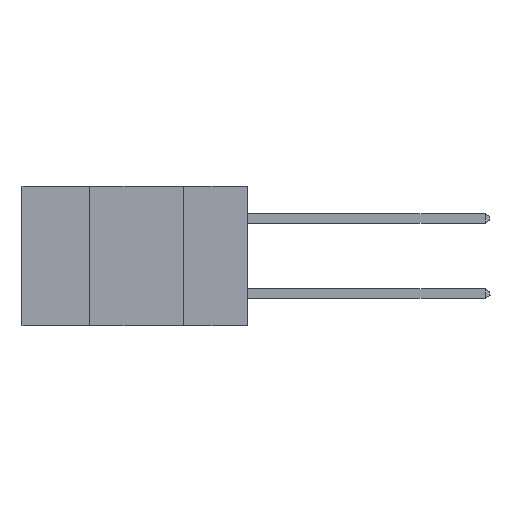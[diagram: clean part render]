
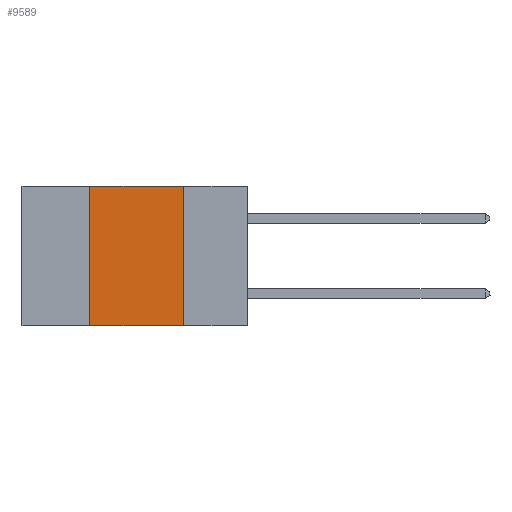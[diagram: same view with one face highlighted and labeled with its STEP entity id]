
A CAD part, left-side view. The second image highlights one B-rep face of the part: STEP entity #9589.
In plain terms, the highlighted planar face has unit normal (-1, 0, 0).
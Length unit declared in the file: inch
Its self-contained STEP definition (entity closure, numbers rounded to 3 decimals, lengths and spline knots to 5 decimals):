
#169 = CARTESIAN_POINT ( 'NONE',  ( 0., 0.17, 0. ) ) ;
#1889 = CARTESIAN_POINT ( 'NONE',  ( 0., 0.42, 0. ) ) ;
#2160 = DIRECTION ( 'NONE',  ( 1., 0., 0. ) ) ;
#2465 = VECTOR ( 'NONE', #11188, 39.37008 ) ;
#2564 = CARTESIAN_POINT ( 'NONE',  ( 0., 0.42, -0.37 ) ) ;
#3294 = PLANE ( 'NONE',  #4378 ) ;
#3447 = DIRECTION ( 'NONE',  ( 0., -1., 0. ) ) ;
#3700 = EDGE_CURVE ( 'NONE', #10472, #4112, #6139, .T. ) ;
#3947 = LINE ( 'NONE', #4726, #15048 ) ;
#4112 = VERTEX_POINT ( 'NONE', #15510 ) ;
#4213 = VECTOR ( 'NONE', #6817, 39.37008 ) ;
#4378 = AXIS2_PLACEMENT_3D ( 'NONE', #11794, #2160, #9419 ) ;
#4611 = ORIENTED_EDGE ( 'NONE', *, *, #3700, .T. ) ;
#4726 = CARTESIAN_POINT ( 'NONE',  ( 0., 0.6, 0. ) ) ;
#4786 = LINE ( 'NONE', #169, #2465 ) ;
#5191 = ORIENTED_EDGE ( 'NONE', *, *, #9896, .F. ) ;
#5655 = VERTEX_POINT ( 'NONE', #12153 ) ;
#6139 = LINE ( 'NONE', #9635, #9188 ) ;
#6403 = EDGE_CURVE ( 'NONE', #10472, #14506, #7503, .T. ) ;
#6817 = DIRECTION ( 'NONE',  ( 0., 0., 1. ) ) ;
#6894 = FACE_OUTER_BOUND ( 'NONE', #11210, .T. ) ;
#6905 = ORIENTED_EDGE ( 'NONE', *, *, #12000, .F. ) ;
#7503 = LINE ( 'NONE', #1889, #4213 ) ;
#9188 = VECTOR ( 'NONE', #3447, 39.37008 ) ;
#9419 = DIRECTION ( 'NONE',  ( 0., 0., -1. ) ) ;
#9589 = ADVANCED_FACE ( 'NONE', ( #6894 ), #3294, .F. ) ;
#9635 = CARTESIAN_POINT ( 'NONE',  ( 0., 0.6, -0.37 ) ) ;
#9896 = EDGE_CURVE ( 'NONE', #5655, #4112, #4786, .T. ) ;
#10472 = VERTEX_POINT ( 'NONE', #2564 ) ;
#11188 = DIRECTION ( 'NONE',  ( 0., 0., -1. ) ) ;
#11210 = EDGE_LOOP ( 'NONE', ( #5191, #6905, #12418, #4611 ) ) ;
#11794 = CARTESIAN_POINT ( 'NONE',  ( 0., 0.6, 0. ) ) ;
#12000 = EDGE_CURVE ( 'NONE', #14506, #5655, #3947, .T. ) ;
#12153 = CARTESIAN_POINT ( 'NONE',  ( 0., 0.17, 0. ) ) ;
#12418 = ORIENTED_EDGE ( 'NONE', *, *, #6403, .F. ) ;
#13669 = CARTESIAN_POINT ( 'NONE',  ( 0., 0.42, 0. ) ) ;
#14506 = VERTEX_POINT ( 'NONE', #13669 ) ;
#14509 = DIRECTION ( 'NONE',  ( 0., -1., 0. ) ) ;
#15048 = VECTOR ( 'NONE', #14509, 39.37008 ) ;
#15510 = CARTESIAN_POINT ( 'NONE',  ( 0., 0.17, -0.37 ) ) ;
